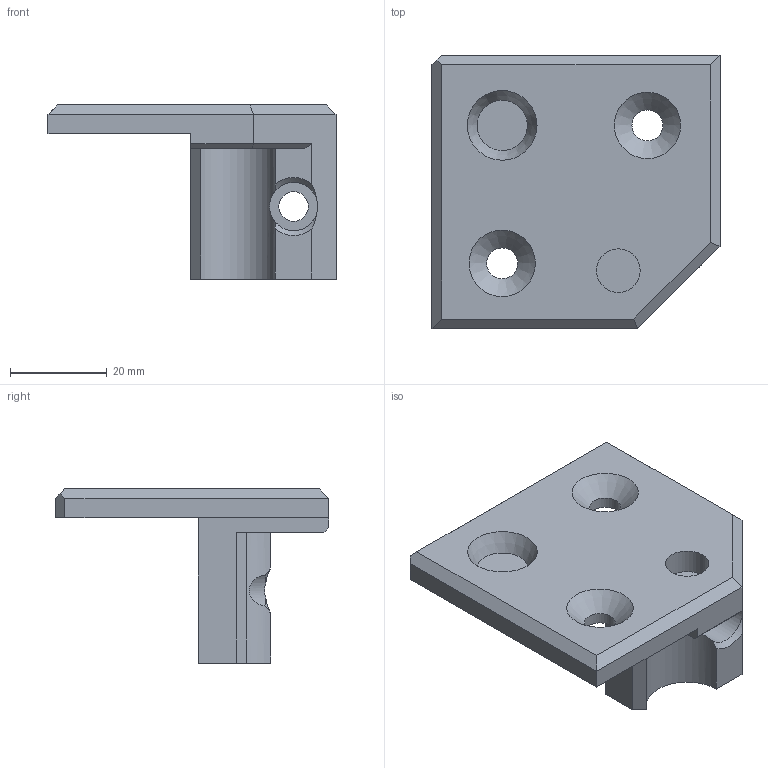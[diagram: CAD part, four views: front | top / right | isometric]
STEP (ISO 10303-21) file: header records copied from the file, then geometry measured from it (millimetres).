
FILE_DESCRIPTION(/* description */ ('STEP AP214'),/* implementation_level */ '2;1');
FILE_NAME(/* name */ '615217ae6d0309266697de82',/* time_stamp */ '2021-09-27T19:12:47+00:00',/* author */ (''),/* organization */ (''),/* preprocessor_version */ 'ST-DEVELOPER v18.1',/* originating_system */ ' ',/* authorisation */ ' ');
FILE_SCHEMA (('AUTOMOTIVE_DESIGN {1 0 10303 214 3 1 1}'));
Length unit declared in the file: metre
Products named in the file (1): xy_idler_right
Bounding box: 59.5 x 56.5 x 36 mm (x, y, z)
Volume: 26825.6 mm3; surface area: 10789.7 mm2
Topology: 1 solids, 1 shells, 59 faces, 150 edges, 98 vertices
Faces by surface type: plane 38, bspline 9, cylinder 7, cone 5
Full cylindrical faces by diameter (mm): 5.1 x1, 6.1 x1, 6.4 x2, 9 x1, 10 x1
Entity records: 1785 total; most frequent: CARTESIAN_POINT 416, ORIENTED_EDGE 278, DIRECTION 240, EDGE_CURVE 139, VERTEX_POINT 96, LINE 94, VECTOR 94, EDGE_LOOP 79
